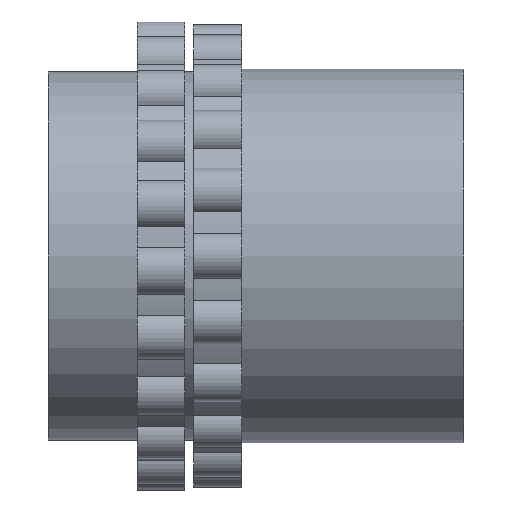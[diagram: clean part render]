
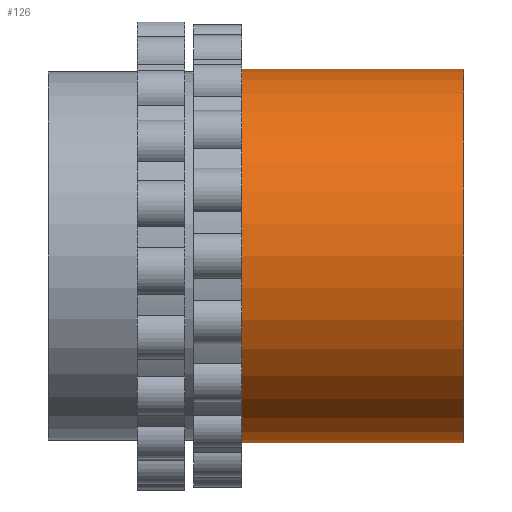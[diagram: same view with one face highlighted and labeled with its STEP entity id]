
A CAD part, front view. The second image highlights one B-rep face of the part: STEP entity #126.
In plain terms, the highlighted cylindrical face has radius 21.25 mm (diameter 42.5 mm), a full revolution.
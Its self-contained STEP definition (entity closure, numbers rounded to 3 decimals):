
#126=ADVANCED_FACE('',(#2645,#2647),#2649,.T.);
#2645=FACE_OUTER_BOUND('',#2646,.T.);
#2646=EDGE_LOOP('',(#3361));
#2647=FACE_OUTER_BOUND('',#2648,.T.);
#2648=EDGE_LOOP('',(#3362));
#2649=CYLINDRICAL_SURFACE('',#2650,21.25);
#2650=AXIS2_PLACEMENT_3D('',#2651,#2652,#2653);
#2651=CARTESIAN_POINT('',(47.2,0.,0.));
#2652=DIRECTION('',(-1.,0.,0.));
#2653=DIRECTION('',(0.,0.,1.));
#3361=ORIENTED_EDGE('',*,*,#3903,.T.);
#3362=ORIENTED_EDGE('',*,*,#3909,.F.);
#3903=EDGE_CURVE('',#4199,#4199,#4200,.T.);
#3909=EDGE_CURVE('',#4211,#4211,#4212,.T.);
#4199=VERTEX_POINT('',#5402);
#4200=CIRCLE('',#5403,21.25);
#4211=VERTEX_POINT('',#5432);
#4212=CIRCLE('',#5433,21.25);
#5402=CARTESIAN_POINT('',(47.2,0.,21.25));
#5403=AXIS2_PLACEMENT_3D('',#5404,#5405,#5406);
#5404=CARTESIAN_POINT('',(47.2,0.,0.));
#5405=DIRECTION('',(-1.,0.,0.));
#5406=DIRECTION('',(0.,0.,1.));
#5432=CARTESIAN_POINT('',(22.,0.,21.25));
#5433=AXIS2_PLACEMENT_3D('',#5434,#5435,#5436);
#5434=CARTESIAN_POINT('',(22.,0.,0.));
#5435=DIRECTION('',(-1.,0.,0.));
#5436=DIRECTION('',(0.,0.,1.));
